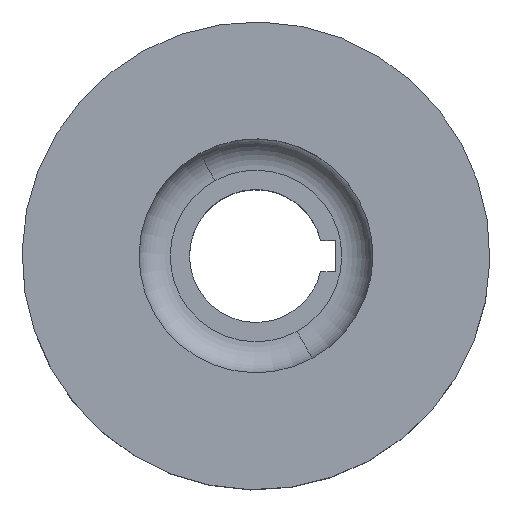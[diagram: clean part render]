
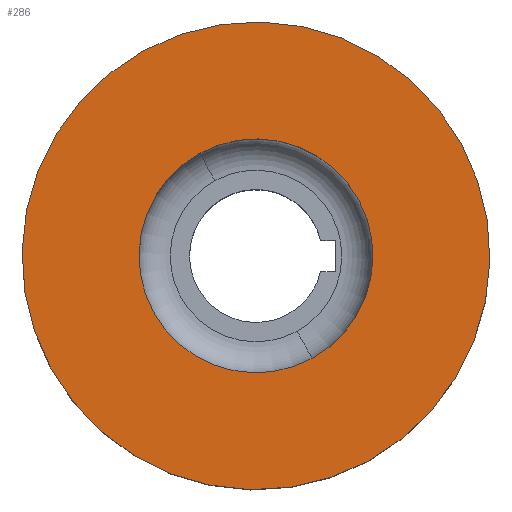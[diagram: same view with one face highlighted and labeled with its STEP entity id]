
A CAD part, top view. The second image highlights one B-rep face of the part: STEP entity #286.
In plain terms, the highlighted planar face has unit normal (0, 0, 1).
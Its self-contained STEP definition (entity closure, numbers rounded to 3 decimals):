
#245=CARTESIAN_POINT('Axis2P3D Location',(0.,60.,75.)) ;
#250=CARTESIAN_POINT('Axis2P3D Location',(0.,0.,75.)) ;
#254=CARTESIAN_POINT('Vertex',(28.766,-52.655,75.)) ;
#256=CARTESIAN_POINT('Vertex',(-28.766,52.655,75.)) ;
#259=CARTESIAN_POINT('Axis2P3D Location',(0.,0.,75.)) ;
#268=CARTESIAN_POINT('Axis2P3D Location',(0.,0.,75.)) ;
#272=CARTESIAN_POINT('Vertex',(-14.383,26.327,75.)) ;
#274=CARTESIAN_POINT('Vertex',(14.383,-26.327,75.)) ;
#277=CARTESIAN_POINT('Axis2P3D Location',(0.,0.,75.)) ;
#246=DIRECTION('Axis2P3D Direction',(0.,0.,1.)) ;
#247=DIRECTION('Axis2P3D XDirection',(1.,0.,0.)) ;
#251=DIRECTION('Axis2P3D Direction',(0.,0.,1.)) ;
#260=DIRECTION('Axis2P3D Direction',(0.,0.,1.)) ;
#269=DIRECTION('Axis2P3D Direction',(0.,0.,1.)) ;
#278=DIRECTION('Axis2P3D Direction',(0.,0.,1.)) ;
#248=AXIS2_PLACEMENT_3D('Plane Axis2P3D',#245,#246,#247) ;
#252=AXIS2_PLACEMENT_3D('Circle Axis2P3D',#250,#251,$) ;
#261=AXIS2_PLACEMENT_3D('Circle Axis2P3D',#259,#260,$) ;
#270=AXIS2_PLACEMENT_3D('Circle Axis2P3D',#268,#269,$) ;
#279=AXIS2_PLACEMENT_3D('Circle Axis2P3D',#277,#278,$) ;
#265=ORIENTED_EDGE('',*,*,#258,.T.) ;
#266=ORIENTED_EDGE('',*,*,#263,.T.) ;
#283=ORIENTED_EDGE('',*,*,#276,.F.) ;
#284=ORIENTED_EDGE('',*,*,#281,.F.) ;
#285=FACE_BOUND('',#282,.T.) ;
#286=ADVANCED_FACE('Corps principal',(#267,#285),#249,.T.) ;
#253=CIRCLE('generated circle',#252,60.) ;
#262=CIRCLE('generated circle',#261,60.) ;
#271=CIRCLE('generated circle',#270,30.) ;
#280=CIRCLE('generated circle',#279,30.) ;
#258=EDGE_CURVE('',#255,#257,#253,.T.) ;
#263=EDGE_CURVE('',#257,#255,#262,.T.) ;
#276=EDGE_CURVE('',#273,#275,#271,.T.) ;
#281=EDGE_CURVE('',#275,#273,#280,.T.) ;
#264=EDGE_LOOP('',(#265,#266)) ;
#282=EDGE_LOOP('',(#283,#284)) ;
#267=FACE_OUTER_BOUND('',#264,.T.) ;
#249=PLANE('',#248) ;
#255=VERTEX_POINT('',#254) ;
#257=VERTEX_POINT('',#256) ;
#273=VERTEX_POINT('',#272) ;
#275=VERTEX_POINT('',#274) ;
